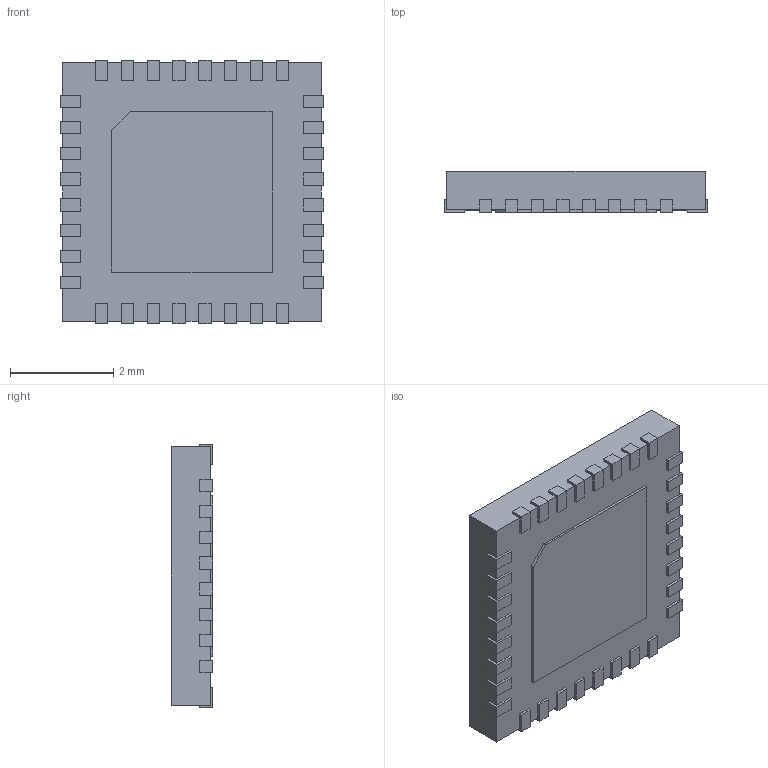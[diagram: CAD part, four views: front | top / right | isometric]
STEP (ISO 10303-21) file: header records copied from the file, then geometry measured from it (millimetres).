
FILE_DESCRIPTION (( 'STEP AP214' ), '1' );
FILE_NAME ( 'QFN_33_P50_500X500X80L40X24T310L.STEP', '2018-12-28T22:31:56', ( '' ), ( '' ), 'Part was generated with the free Library Expert Lite available at www.PCBLibraries.com. Removing line will violate the End User License Agreement.', '©2017 PCB Libraries, Inc.', '' );
FILE_SCHEMA (( 'AUTOMOTIVE_DESIGN' ));
Length unit declared in the file: millimetre
Products named in the file (1): QFN_33_P50_500X500X80L40X24T310L
Bounding box: 5.1 x 0.8 x 5.1 mm (x, y, z)
Volume: 19.4 mm3; surface area: 101.5 mm2
Topology: 34 solids, 34 shells, 278 faces, 624 edges, 416 vertices
Faces by surface type: plane 276, torus 2
Entity records: 8700 total; most frequent: CARTESIAN_POINT 1319, ORIENTED_EDGE 1248, DIRECTION 1188, EDGE_CURVE 624, VECTOR 618, LINE 618, VERTEX_POINT 416, STYLED_ITEM 307
